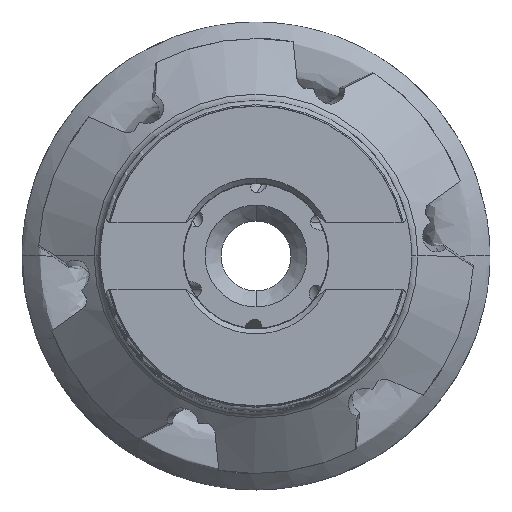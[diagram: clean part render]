
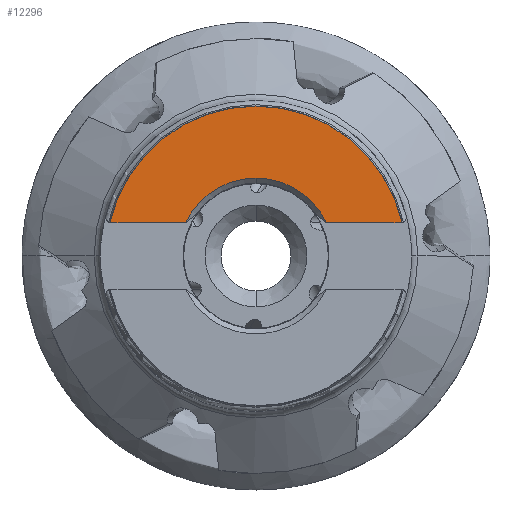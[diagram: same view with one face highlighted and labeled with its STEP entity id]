
A CAD part, left-side view. The second image highlights one B-rep face of the part: STEP entity #12296.
In plain terms, the highlighted planar face has unit normal (-1, 0, 0).
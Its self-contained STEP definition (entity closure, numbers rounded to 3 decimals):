
#80 = VECTOR ( 'NONE', #7022, 1000. ) ;
#210 = DIRECTION ( 'NONE',  ( -1., 0., 0. ) ) ;
#417 = CARTESIAN_POINT ( 'NONE',  ( -49.1, 13.135, 6.2 ) ) ;
#617 = EDGE_LOOP ( 'NONE', ( #3905, #4897, #6751, #10460, #12458 ) ) ;
#1066 = CIRCLE ( 'NONE', #4528, 27.922 ) ;
#1821 = CARTESIAN_POINT ( 'NONE',  ( -49.1, 0., 14.525 ) ) ;
#1913 = FACE_OUTER_BOUND ( 'NONE', #617, .T. ) ;
#1916 = EDGE_CURVE ( 'NONE', #3778, #3442, #1066, .T. ) ;
#1949 = VERTEX_POINT ( 'NONE', #417 ) ;
#1974 = VERTEX_POINT ( 'NONE', #10659 ) ;
#2348 = AXIS2_PLACEMENT_3D ( 'NONE', #3042, #10020, #4083 ) ;
#2462 = DIRECTION ( 'NONE',  ( 1., 0., 0. ) ) ;
#3042 = CARTESIAN_POINT ( 'NONE',  ( -49.1, 0., 0. ) ) ;
#3415 = EDGE_CURVE ( 'NONE', #1974, #3442, #8441, .T. ) ;
#3442 = VERTEX_POINT ( 'NONE', #7110 ) ;
#3513 = AXIS2_PLACEMENT_3D ( 'NONE', #8416, #2462, #9430 ) ;
#3778 = VERTEX_POINT ( 'NONE', #7158 ) ;
#3905 = ORIENTED_EDGE ( 'NONE', *, *, #3415, .T. ) ;
#4083 = DIRECTION ( 'NONE',  ( 0., -1., 0. ) ) ;
#4528 = AXIS2_PLACEMENT_3D ( 'NONE', #9676, #7400, #6686 ) ;
#4897 = ORIENTED_EDGE ( 'NONE', *, *, #1916, .F. ) ;
#5379 = LINE ( 'NONE', #6421, #12817 ) ;
#5504 = CIRCLE ( 'NONE', #3513, 14.525 ) ;
#6286 = PLANE ( 'NONE',  #12101 ) ;
#6421 = CARTESIAN_POINT ( 'NONE',  ( -49.1, -55., 6.2 ) ) ;
#6686 = DIRECTION ( 'NONE',  ( 0., -1., 0. ) ) ;
#6751 = ORIENTED_EDGE ( 'NONE', *, *, #9749, .T. ) ;
#6972 = CARTESIAN_POINT ( 'NONE',  ( -49.1, -55., 6.2 ) ) ;
#7022 = DIRECTION ( 'NONE',  ( 0., -1., 0. ) ) ;
#7110 = CARTESIAN_POINT ( 'NONE',  ( -49.1, -27.225, 6.2 ) ) ;
#7158 = CARTESIAN_POINT ( 'NONE',  ( -49.1, 27.225, 6.2 ) ) ;
#7283 = DIRECTION ( 'NONE',  ( 0., -1., 0. ) ) ;
#7341 = EDGE_CURVE ( 'NONE', #11730, #1974, #12704, .T. ) ;
#7400 = DIRECTION ( 'NONE',  ( 1., 0., 0. ) ) ;
#7419 = DIRECTION ( 'NONE',  ( 0., -1., 0. ) ) ;
#8416 = CARTESIAN_POINT ( 'NONE',  ( -49.1, 0., 0. ) ) ;
#8441 = LINE ( 'NONE', #6972, #80 ) ;
#9430 = DIRECTION ( 'NONE',  ( 0., -1., 0. ) ) ;
#9676 = CARTESIAN_POINT ( 'NONE',  ( -49.1, 0., 0. ) ) ;
#9749 = EDGE_CURVE ( 'NONE', #3778, #1949, #5379, .T. ) ;
#10020 = DIRECTION ( 'NONE',  ( 1., 0., 0. ) ) ;
#10460 = ORIENTED_EDGE ( 'NONE', *, *, #12826, .T. ) ;
#10659 = CARTESIAN_POINT ( 'NONE',  ( -49.1, -13.135, 6.2 ) ) ;
#11730 = VERTEX_POINT ( 'NONE', #1821 ) ;
#12101 = AXIS2_PLACEMENT_3D ( 'NONE', #12334, #210, #7283 ) ;
#12296 = ADVANCED_FACE ( 'NONE', ( #1913 ), #6286, .T. ) ;
#12334 = CARTESIAN_POINT ( 'NONE',  ( -49.1, 0., 0. ) ) ;
#12458 = ORIENTED_EDGE ( 'NONE', *, *, #7341, .T. ) ;
#12704 = CIRCLE ( 'NONE', #2348, 14.525 ) ;
#12817 = VECTOR ( 'NONE', #7419, 1000. ) ;
#12826 = EDGE_CURVE ( 'NONE', #1949, #11730, #5504, .T. ) ;
